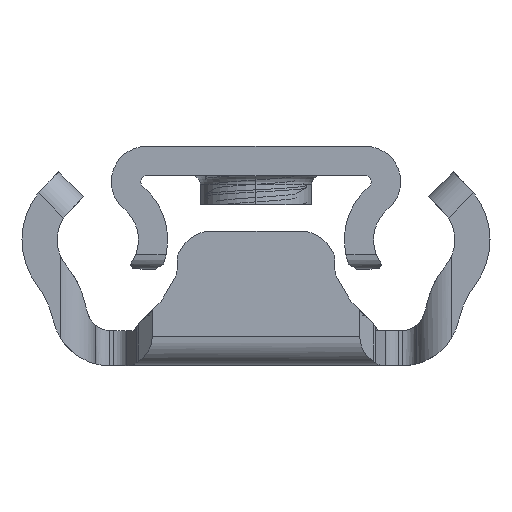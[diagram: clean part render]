
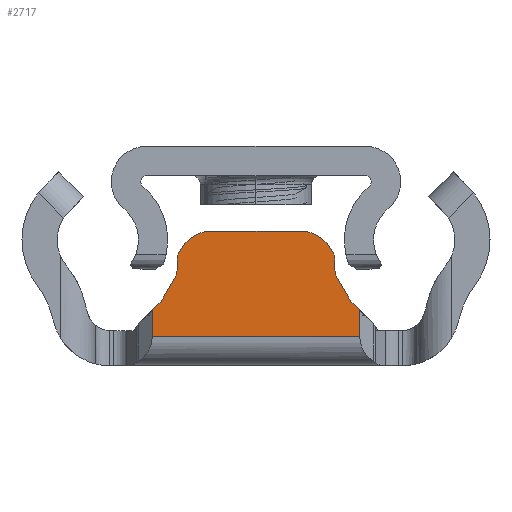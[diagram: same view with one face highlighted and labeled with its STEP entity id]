
A CAD part, left-side view. The second image highlights one B-rep face of the part: STEP entity #2717.
In plain terms, the highlighted planar face has unit normal (-1, 0, 0).
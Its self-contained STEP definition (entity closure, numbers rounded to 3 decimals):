
#38 = LINE ( 'NONE', #8111, #4243 ) ;
#77 = DIRECTION ( 'NONE',  ( 0., -1., 0. ) ) ;
#435 = DIRECTION ( 'NONE',  ( 0., 0.5, -0.866 ) ) ;
#475 = DIRECTION ( 'NONE',  ( 0., 0., 1. ) ) ;
#562 = CARTESIAN_POINT ( 'NONE',  ( 1.3, 3.546, 0. ) ) ;
#616 = DIRECTION ( 'NONE',  ( 0., 1., 0. ) ) ;
#661 = VERTEX_POINT ( 'NONE', #801 ) ;
#685 = VERTEX_POINT ( 'NONE', #6198 ) ;
#686 = CARTESIAN_POINT ( 'NONE',  ( 1.3, -2.7, 3.608 ) ) ;
#801 = CARTESIAN_POINT ( 'NONE',  ( 1.3, 3.546, 1. ) ) ;
#818 = ORIENTED_EDGE ( 'NONE', *, *, #6038, .T. ) ;
#860 = VERTEX_POINT ( 'NONE', #7946 ) ;
#871 = AXIS2_PLACEMENT_3D ( 'NONE', #5209, #3155, #7747 ) ;
#904 = VERTEX_POINT ( 'NONE', #7852 ) ;
#914 = EDGE_CURVE ( 'NONE', #904, #4703, #2963, .T. ) ;
#926 = CIRCLE ( 'NONE', #2217, 0.5 ) ;
#942 = EDGE_CURVE ( 'NONE', #4703, #6184, #6054, .T. ) ;
#1059 = LINE ( 'NONE', #3123, #7240 ) ;
#1067 = AXIS2_PLACEMENT_3D ( 'NONE', #4118, #8222, #4157 ) ;
#1107 = LINE ( 'NONE', #6457, #6511 ) ;
#1154 = EDGE_CURVE ( 'NONE', #4143, #6531, #3594, .T. ) ;
#1217 = DIRECTION ( 'NONE',  ( 0., 0., 1. ) ) ;
#1424 = ORIENTED_EDGE ( 'NONE', *, *, #3991, .T. ) ;
#1479 = EDGE_CURVE ( 'NONE', #8424, #7074, #8582, .T. ) ;
#1604 = DIRECTION ( 'NONE',  ( 1., 0., 0. ) ) ;
#1829 = DIRECTION ( 'NONE',  ( 0., 0.5, 0.866 ) ) ;
#1834 = CARTESIAN_POINT ( 'NONE',  ( 1.3, 2.2, 3.608 ) ) ;
#1922 = DIRECTION ( 'NONE',  ( 1., 0., 0. ) ) ;
#1936 = CARTESIAN_POINT ( 'NONE',  ( 1.3, -2.7, 3.276 ) ) ;
#2012 = EDGE_CURVE ( 'NONE', #860, #4143, #2066, .T. ) ;
#2066 = LINE ( 'NONE', #1936, #2735 ) ;
#2153 = VERTEX_POINT ( 'NONE', #5327 ) ;
#2217 = AXIS2_PLACEMENT_3D ( 'NONE', #1834, #2548, #7859 ) ;
#2257 = ORIENTED_EDGE ( 'NONE', *, *, #3292, .F. ) ;
#2300 = CARTESIAN_POINT ( 'NONE',  ( 1.3, -3.546, 1. ) ) ;
#2367 = DIRECTION ( 'NONE',  ( 0., 0.707, 0.707 ) ) ;
#2453 = LINE ( 'NONE', #5175, #5229 ) ;
#2535 = CARTESIAN_POINT ( 'NONE',  ( 1.3, 3.2, 3.276 ) ) ;
#2548 = DIRECTION ( 'NONE',  ( -1., 0., 0. ) ) ;
#2717 = ADVANCED_FACE ( 'NONE', ( #4333 ), #3535, .F. ) ;
#2735 = VECTOR ( 'NONE', #1217, 1000. ) ;
#2778 = ORIENTED_EDGE ( 'NONE', *, *, #1479, .T. ) ;
#2834 = VERTEX_POINT ( 'NONE', #3669 ) ;
#2913 = CARTESIAN_POINT ( 'NONE',  ( 1.3, 2.7, 3.276 ) ) ;
#2963 = CIRCLE ( 'NONE', #7953, 1.2 ) ;
#3123 = CARTESIAN_POINT ( 'NONE',  ( 1.3, -3.546, 0. ) ) ;
#3155 = DIRECTION ( 'NONE',  ( -1., 0., 0. ) ) ;
#3174 = VERTEX_POINT ( 'NONE', #2300 ) ;
#3188 = CARTESIAN_POINT ( 'NONE',  ( 1.3, 2.551, 4. ) ) ;
#3250 = ORIENTED_EDGE ( 'NONE', *, *, #5733, .T. ) ;
#3292 = EDGE_CURVE ( 'NONE', #661, #3612, #8697, .T. ) ;
#3325 = DIRECTION ( 'NONE',  ( 0., 0.707, -0.707 ) ) ;
#3351 = CARTESIAN_POINT ( 'NONE',  ( 1.3, -2.551, 4. ) ) ;
#3356 = ORIENTED_EDGE ( 'NONE', *, *, #8530, .T. ) ;
#3360 = VECTOR ( 'NONE', #2367, 1000. ) ;
#3535 = PLANE ( 'NONE',  #4735 ) ;
#3549 = EDGE_CURVE ( 'NONE', #661, #3174, #6183, .T. ) ;
#3594 = CIRCLE ( 'NONE', #871, 0.5 ) ;
#3612 = VERTEX_POINT ( 'NONE', #7636 ) ;
#3624 = VERTEX_POINT ( 'NONE', #7279 ) ;
#3669 = CARTESIAN_POINT ( 'NONE',  ( 1.3, -2.767, 3.026 ) ) ;
#3675 = CARTESIAN_POINT ( 'NONE',  ( 1.3, 3.24, 2.206 ) ) ;
#3707 = CARTESIAN_POINT ( 'NONE',  ( 1.3, -3.24, 2.206 ) ) ;
#3775 = ORIENTED_EDGE ( 'NONE', *, *, #2012, .T. ) ;
#3897 = CARTESIAN_POINT ( 'NONE',  ( 1.3, -3.546, 1.9 ) ) ;
#3930 = VECTOR ( 'NONE', #5715, 1000. ) ;
#3977 = CARTESIAN_POINT ( 'NONE',  ( 1.3, 2.633, 3.858 ) ) ;
#3991 = EDGE_CURVE ( 'NONE', #4980, #3612, #7972, .T. ) ;
#4023 = ORIENTED_EDGE ( 'NONE', *, *, #7411, .T. ) ;
#4063 = CIRCLE ( 'NONE', #1067, 1.2 ) ;
#4087 = ORIENTED_EDGE ( 'NONE', *, *, #5625, .T. ) ;
#4118 = CARTESIAN_POINT ( 'NONE',  ( 1.3, -1.512, 3.4 ) ) ;
#4143 = VERTEX_POINT ( 'NONE', #686 ) ;
#4157 = DIRECTION ( 'NONE',  ( 0., 0., 1. ) ) ;
#4243 = VECTOR ( 'NONE', #616, 1000. ) ;
#4323 = VECTOR ( 'NONE', #475, 1000. ) ;
#4333 = FACE_OUTER_BOUND ( 'NONE', #8347, .T. ) ;
#4458 = CARTESIAN_POINT ( 'NONE',  ( 1.3, 1.512, 3.4 ) ) ;
#4501 = LINE ( 'NONE', #3707, #7224 ) ;
#4572 = CARTESIAN_POINT ( 'NONE',  ( 1.3, 3.24, 2.206 ) ) ;
#4641 = DIRECTION ( 'NONE',  ( 0., 0., 1. ) ) ;
#4659 = VECTOR ( 'NONE', #4711, 1000. ) ;
#4703 = VERTEX_POINT ( 'NONE', #3188 ) ;
#4711 = DIRECTION ( 'NONE',  ( 0., 0.5, -0.866 ) ) ;
#4735 = AXIS2_PLACEMENT_3D ( 'NONE', #6284, #1604, #6916 ) ;
#4756 = VERTEX_POINT ( 'NONE', #3897 ) ;
#4844 = CARTESIAN_POINT ( 'NONE',  ( 1.3, 3.546, 1. ) ) ;
#4920 = CARTESIAN_POINT ( 'NONE',  ( 1.3, 2.767, 3.026 ) ) ;
#4937 = ORIENTED_EDGE ( 'NONE', *, *, #942, .T. ) ;
#4964 = EDGE_CURVE ( 'NONE', #5321, #685, #4063, .T. ) ;
#4980 = VERTEX_POINT ( 'NONE', #3675 ) ;
#5010 = ORIENTED_EDGE ( 'NONE', *, *, #8358, .T. ) ;
#5080 = CARTESIAN_POINT ( 'NONE',  ( 1.3, -3.24, 2.206 ) ) ;
#5104 = ORIENTED_EDGE ( 'NONE', *, *, #5203, .T. ) ;
#5111 = ORIENTED_EDGE ( 'NONE', *, *, #6541, .T. ) ;
#5175 = CARTESIAN_POINT ( 'NONE',  ( 1.3, -2.633, 3.858 ) ) ;
#5203 = EDGE_CURVE ( 'NONE', #6184, #2153, #926, .T. ) ;
#5209 = CARTESIAN_POINT ( 'NONE',  ( 1.3, -2.2, 3.608 ) ) ;
#5229 = VECTOR ( 'NONE', #7901, 1000. ) ;
#5260 = DIRECTION ( 'NONE',  ( 1., 0., 0. ) ) ;
#5319 = ORIENTED_EDGE ( 'NONE', *, *, #7686, .T. ) ;
#5321 = VERTEX_POINT ( 'NONE', #3351 ) ;
#5327 = CARTESIAN_POINT ( 'NONE',  ( 1.3, 2.7, 3.608 ) ) ;
#5393 = CARTESIAN_POINT ( 'NONE',  ( 1.3, 2.633, 3.858 ) ) ;
#5425 = ORIENTED_EDGE ( 'NONE', *, *, #4964, .T. ) ;
#5604 = VECTOR ( 'NONE', #77, 1000. ) ;
#5625 = EDGE_CURVE ( 'NONE', #4756, #3624, #7262, .T. ) ;
#5668 = CIRCLE ( 'NONE', #6374, 0.5 ) ;
#5715 = DIRECTION ( 'NONE',  ( 0., 0., -1. ) ) ;
#5733 = EDGE_CURVE ( 'NONE', #7074, #4980, #1107, .T. ) ;
#6038 = EDGE_CURVE ( 'NONE', #2834, #860, #5668, .T. ) ;
#6054 = LINE ( 'NONE', #5393, #4659 ) ;
#6100 = ORIENTED_EDGE ( 'NONE', *, *, #3549, .T. ) ;
#6183 = LINE ( 'NONE', #4844, #5604 ) ;
#6184 = VERTEX_POINT ( 'NONE', #3977 ) ;
#6198 = CARTESIAN_POINT ( 'NONE',  ( 1.3, -1.512, 4.6 ) ) ;
#6284 = CARTESIAN_POINT ( 'NONE',  ( 1.3, 3.546, -1.8 ) ) ;
#6374 = AXIS2_PLACEMENT_3D ( 'NONE', #8038, #1922, #4641 ) ;
#6457 = CARTESIAN_POINT ( 'NONE',  ( 1.3, 3.24, 2.206 ) ) ;
#6505 = CARTESIAN_POINT ( 'NONE',  ( 1.3, -2.633, 3.858 ) ) ;
#6511 = VECTOR ( 'NONE', #435, 1000. ) ;
#6531 = VERTEX_POINT ( 'NONE', #6505 ) ;
#6541 = EDGE_CURVE ( 'NONE', #6531, #5321, #2453, .T. ) ;
#6784 = VECTOR ( 'NONE', #3325, 1000. ) ;
#6916 = DIRECTION ( 'NONE',  ( 0., 0., -1. ) ) ;
#7074 = VERTEX_POINT ( 'NONE', #4920 ) ;
#7175 = DIRECTION ( 'NONE',  ( 0., 0., 1. ) ) ;
#7219 = DIRECTION ( 'NONE',  ( -1., 0., 0. ) ) ;
#7224 = VECTOR ( 'NONE', #1829, 1000. ) ;
#7240 = VECTOR ( 'NONE', #7754, 1000. ) ;
#7262 = LINE ( 'NONE', #5080, #3360 ) ;
#7279 = CARTESIAN_POINT ( 'NONE',  ( 1.3, -3.24, 2.206 ) ) ;
#7411 = EDGE_CURVE ( 'NONE', #3174, #4756, #1059, .T. ) ;
#7534 = ORIENTED_EDGE ( 'NONE', *, *, #914, .T. ) ;
#7636 = CARTESIAN_POINT ( 'NONE',  ( 1.3, 3.546, 1.9 ) ) ;
#7686 = EDGE_CURVE ( 'NONE', #2153, #8424, #8451, .T. ) ;
#7747 = DIRECTION ( 'NONE',  ( 0., 0., 1. ) ) ;
#7754 = DIRECTION ( 'NONE',  ( 0., 0., 1. ) ) ;
#7852 = CARTESIAN_POINT ( 'NONE',  ( 1.3, 1.512, 4.6 ) ) ;
#7859 = DIRECTION ( 'NONE',  ( 0., 0., 1. ) ) ;
#7901 = DIRECTION ( 'NONE',  ( 0., 0.5, 0.866 ) ) ;
#7946 = CARTESIAN_POINT ( 'NONE',  ( 1.3, -2.7, 3.276 ) ) ;
#7953 = AXIS2_PLACEMENT_3D ( 'NONE', #4458, #7219, #7175 ) ;
#7972 = LINE ( 'NONE', #4572, #6784 ) ;
#7980 = DIRECTION ( 'NONE',  ( 0., 0., 1. ) ) ;
#8038 = CARTESIAN_POINT ( 'NONE',  ( 1.3, -3.2, 3.276 ) ) ;
#8084 = ORIENTED_EDGE ( 'NONE', *, *, #1154, .T. ) ;
#8111 = CARTESIAN_POINT ( 'NONE',  ( 1.3, -1.512, 4.6 ) ) ;
#8222 = DIRECTION ( 'NONE',  ( -1., 0., 0. ) ) ;
#8347 = EDGE_LOOP ( 'NONE', ( #2257, #6100, #4023, #4087, #5010, #818, #3775, #8084, #5111, #5425, #3356, #7534, #4937, #5104, #5319, #2778, #3250, #1424 ) ) ;
#8358 = EDGE_CURVE ( 'NONE', #3624, #2834, #4501, .T. ) ;
#8424 = VERTEX_POINT ( 'NONE', #8786 ) ;
#8444 = AXIS2_PLACEMENT_3D ( 'NONE', #2535, #5260, #7980 ) ;
#8451 = LINE ( 'NONE', #2913, #3930 ) ;
#8530 = EDGE_CURVE ( 'NONE', #685, #904, #38, .T. ) ;
#8582 = CIRCLE ( 'NONE', #8444, 0.5 ) ;
#8697 = LINE ( 'NONE', #562, #4323 ) ;
#8786 = CARTESIAN_POINT ( 'NONE',  ( 1.3, 2.7, 3.276 ) ) ;
